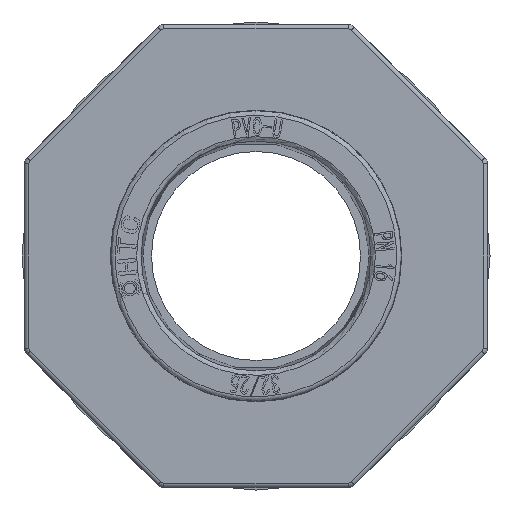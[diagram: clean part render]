
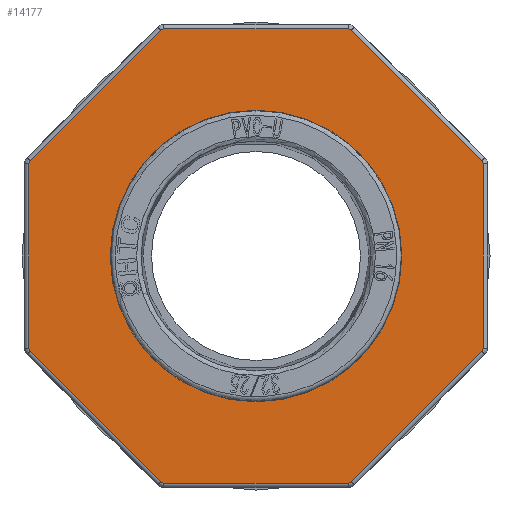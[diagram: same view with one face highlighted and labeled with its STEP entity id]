
A CAD part, front view. The second image highlights one B-rep face of the part: STEP entity #14177.
In plain terms, the highlighted planar face has unit normal (0, -1, 0).
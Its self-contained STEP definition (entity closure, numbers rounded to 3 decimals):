
#89=FACE_BOUND('',#1575,.T.);
#119=PLANE('',#14997);
#793=FACE_OUTER_BOUND('',#1574,.T.);
#1574=EDGE_LOOP('',(#10603,#10604,#10605,#10606,#10607,#10608,#10609,#10610,
#10611,#10612,#10613,#10614,#10615,#10616,#10617,#10618));
#1575=EDGE_LOOP('',(#10619));
#2338=CIRCLE('',#14983,16.05);
#2343=CIRCLE('',#14998,0.5);
#2344=CIRCLE('',#14999,0.5);
#2345=CIRCLE('',#15000,0.5);
#2346=CIRCLE('',#15001,0.5);
#2347=CIRCLE('',#15002,0.5);
#2348=CIRCLE('',#15003,0.5);
#2349=CIRCLE('',#15004,0.5);
#2350=CIRCLE('',#15005,0.5);
#3095=LINE('',#26145,#4984);
#3096=LINE('',#26149,#4985);
#3097=LINE('',#26153,#4986);
#3098=LINE('',#26157,#4987);
#3099=LINE('',#26161,#4988);
#3100=LINE('',#26165,#4989);
#3101=LINE('',#26169,#4990);
#3102=LINE('',#26173,#4991);
#4984=VECTOR('',#16517,1.);
#4985=VECTOR('',#16520,1.);
#4986=VECTOR('',#16523,1.);
#4987=VECTOR('',#16526,1.);
#4988=VECTOR('',#16529,1.);
#4989=VECTOR('',#16532,1.);
#4990=VECTOR('',#16535,1.);
#4991=VECTOR('',#16538,1.);
#6902=VERTEX_POINT('',#25588);
#6953=VERTEX_POINT('',#26143);
#6954=VERTEX_POINT('',#26144);
#6955=VERTEX_POINT('',#26146);
#6956=VERTEX_POINT('',#26148);
#6957=VERTEX_POINT('',#26150);
#6958=VERTEX_POINT('',#26152);
#6959=VERTEX_POINT('',#26154);
#6960=VERTEX_POINT('',#26156);
#6961=VERTEX_POINT('',#26158);
#6962=VERTEX_POINT('',#26160);
#6963=VERTEX_POINT('',#26162);
#6964=VERTEX_POINT('',#26164);
#6965=VERTEX_POINT('',#26166);
#6966=VERTEX_POINT('',#26168);
#6967=VERTEX_POINT('',#26170);
#6968=VERTEX_POINT('',#26172);
#8331=EDGE_CURVE('',#6902,#6902,#2338,.T.);
#8393=EDGE_CURVE('',#6953,#6954,#3095,.T.);
#8394=EDGE_CURVE('',#6954,#6955,#2343,.T.);
#8395=EDGE_CURVE('',#6955,#6956,#3096,.T.);
#8396=EDGE_CURVE('',#6956,#6957,#2344,.T.);
#8397=EDGE_CURVE('',#6957,#6958,#3097,.T.);
#8398=EDGE_CURVE('',#6958,#6959,#2345,.T.);
#8399=EDGE_CURVE('',#6959,#6960,#3098,.T.);
#8400=EDGE_CURVE('',#6960,#6961,#2346,.T.);
#8401=EDGE_CURVE('',#6961,#6962,#3099,.T.);
#8402=EDGE_CURVE('',#6962,#6963,#2347,.T.);
#8403=EDGE_CURVE('',#6963,#6964,#3100,.T.);
#8404=EDGE_CURVE('',#6964,#6965,#2348,.T.);
#8405=EDGE_CURVE('',#6965,#6966,#3101,.T.);
#8406=EDGE_CURVE('',#6966,#6967,#2349,.T.);
#8407=EDGE_CURVE('',#6967,#6968,#3102,.T.);
#8408=EDGE_CURVE('',#6968,#6953,#2350,.T.);
#10603=ORIENTED_EDGE('',*,*,#8393,.T.);
#10604=ORIENTED_EDGE('',*,*,#8394,.T.);
#10605=ORIENTED_EDGE('',*,*,#8395,.T.);
#10606=ORIENTED_EDGE('',*,*,#8396,.T.);
#10607=ORIENTED_EDGE('',*,*,#8397,.T.);
#10608=ORIENTED_EDGE('',*,*,#8398,.T.);
#10609=ORIENTED_EDGE('',*,*,#8399,.T.);
#10610=ORIENTED_EDGE('',*,*,#8400,.T.);
#10611=ORIENTED_EDGE('',*,*,#8401,.T.);
#10612=ORIENTED_EDGE('',*,*,#8402,.T.);
#10613=ORIENTED_EDGE('',*,*,#8403,.T.);
#10614=ORIENTED_EDGE('',*,*,#8404,.T.);
#10615=ORIENTED_EDGE('',*,*,#8405,.T.);
#10616=ORIENTED_EDGE('',*,*,#8406,.T.);
#10617=ORIENTED_EDGE('',*,*,#8407,.T.);
#10618=ORIENTED_EDGE('',*,*,#8408,.T.);
#10619=ORIENTED_EDGE('',*,*,#8331,.T.);
#14177=ADVANCED_FACE('',(#793,#89),#119,.T.);
#14983=AXIS2_PLACEMENT_3D('',#25589,#16446,#16447);
#14997=AXIS2_PLACEMENT_3D('',#26142,#16515,#16516);
#14998=AXIS2_PLACEMENT_3D('',#26147,#16518,#16519);
#14999=AXIS2_PLACEMENT_3D('',#26151,#16521,#16522);
#15000=AXIS2_PLACEMENT_3D('',#26155,#16524,#16525);
#15001=AXIS2_PLACEMENT_3D('',#26159,#16527,#16528);
#15002=AXIS2_PLACEMENT_3D('',#26163,#16530,#16531);
#15003=AXIS2_PLACEMENT_3D('',#26167,#16533,#16534);
#15004=AXIS2_PLACEMENT_3D('',#26171,#16536,#16537);
#15005=AXIS2_PLACEMENT_3D('',#26174,#16539,#16540);
#16446=DIRECTION('center_axis',(0.,1.,0.));
#16447=DIRECTION('ref_axis',(1.,0.,0.));
#16515=DIRECTION('center_axis',(0.,-1.,0.));
#16516=DIRECTION('ref_axis',(1.,0.,0.));
#16517=DIRECTION('',(0.,0.,-1.));
#16518=DIRECTION('center_axis',(0.,-1.,0.));
#16519=DIRECTION('ref_axis',(1.,0.,0.));
#16520=DIRECTION('',(0.707,0.,-0.707));
#16521=DIRECTION('center_axis',(0.,-1.,0.));
#16522=DIRECTION('ref_axis',(1.,0.,0.));
#16523=DIRECTION('',(1.,0.,0.));
#16524=DIRECTION('center_axis',(0.,-1.,0.));
#16525=DIRECTION('ref_axis',(1.,0.,0.));
#16526=DIRECTION('',(0.707,0.,0.707));
#16527=DIRECTION('center_axis',(0.,-1.,0.));
#16528=DIRECTION('ref_axis',(1.,0.,0.));
#16529=DIRECTION('',(0.,0.,1.));
#16530=DIRECTION('center_axis',(0.,-1.,0.));
#16531=DIRECTION('ref_axis',(1.,0.,0.));
#16532=DIRECTION('',(-0.707,0.,0.707));
#16533=DIRECTION('center_axis',(0.,-1.,0.));
#16534=DIRECTION('ref_axis',(1.,0.,0.));
#16535=DIRECTION('',(-1.,0.,0.));
#16536=DIRECTION('center_axis',(0.,-1.,0.));
#16537=DIRECTION('ref_axis',(1.,0.,0.));
#16538=DIRECTION('',(-0.707,0.,-0.707));
#16539=DIRECTION('center_axis',(0.,-1.,0.));
#16540=DIRECTION('ref_axis',(1.,0.,0.));
#25588=CARTESIAN_POINT('',(16.05,-28.5,0.));
#25589=CARTESIAN_POINT('Origin',(0.,-28.5,0.));
#26142=CARTESIAN_POINT('Origin',(-113.,-28.5,-149.5));
#26143=CARTESIAN_POINT('',(-25.,-28.5,10.148));
#26144=CARTESIAN_POINT('',(-25.,-28.5,-10.148));
#26145=CARTESIAN_POINT('',(-25.,-28.5,-10.148));
#26146=CARTESIAN_POINT('',(-24.854,-28.5,-10.502));
#26147=CARTESIAN_POINT('Origin',(-24.5,-28.5,-10.148));
#26148=CARTESIAN_POINT('',(-10.502,-28.5,-24.854));
#26149=CARTESIAN_POINT('',(-10.502,-28.5,-24.854));
#26150=CARTESIAN_POINT('',(-10.148,-28.5,-25.));
#26151=CARTESIAN_POINT('Origin',(-10.148,-28.5,-24.5));
#26152=CARTESIAN_POINT('',(10.148,-28.5,-25.));
#26153=CARTESIAN_POINT('',(10.148,-28.5,-25.));
#26154=CARTESIAN_POINT('',(10.502,-28.5,-24.854));
#26155=CARTESIAN_POINT('Origin',(10.148,-28.5,-24.5));
#26156=CARTESIAN_POINT('',(24.854,-28.5,-10.502));
#26157=CARTESIAN_POINT('',(24.854,-28.5,-10.502));
#26158=CARTESIAN_POINT('',(25.,-28.5,-10.148));
#26159=CARTESIAN_POINT('Origin',(24.5,-28.5,-10.148));
#26160=CARTESIAN_POINT('',(25.,-28.5,10.148));
#26161=CARTESIAN_POINT('',(25.,-28.5,10.148));
#26162=CARTESIAN_POINT('',(24.854,-28.5,10.502));
#26163=CARTESIAN_POINT('Origin',(24.5,-28.5,10.148));
#26164=CARTESIAN_POINT('',(10.502,-28.5,24.854));
#26165=CARTESIAN_POINT('',(10.502,-28.5,24.854));
#26166=CARTESIAN_POINT('',(10.148,-28.5,25.));
#26167=CARTESIAN_POINT('Origin',(10.148,-28.5,24.5));
#26168=CARTESIAN_POINT('',(-10.148,-28.5,25.));
#26169=CARTESIAN_POINT('',(-10.148,-28.5,25.));
#26170=CARTESIAN_POINT('',(-10.502,-28.5,24.854));
#26171=CARTESIAN_POINT('Origin',(-10.148,-28.5,24.5));
#26172=CARTESIAN_POINT('',(-24.854,-28.5,10.502));
#26173=CARTESIAN_POINT('',(-24.854,-28.5,10.502));
#26174=CARTESIAN_POINT('Origin',(-24.5,-28.5,10.148));
